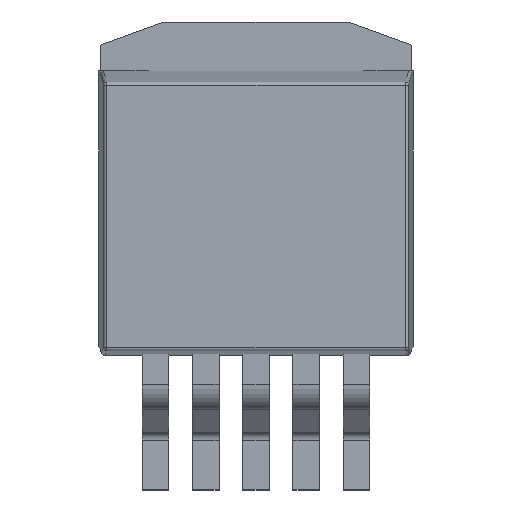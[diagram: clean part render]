
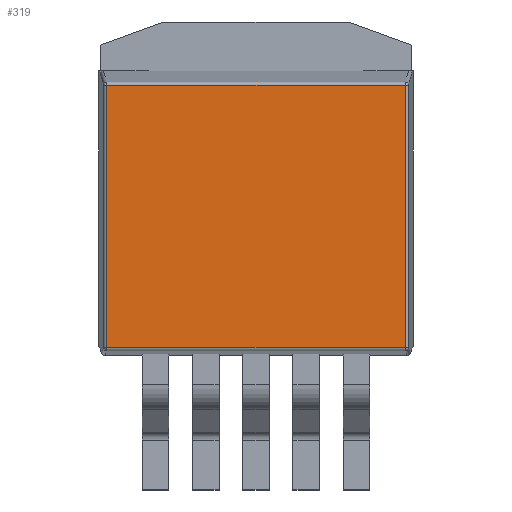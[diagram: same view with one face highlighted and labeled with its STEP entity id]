
A CAD part, top view. The second image highlights one B-rep face of the part: STEP entity #319.
In plain terms, the highlighted planar face has unit normal (0, 0, 1).
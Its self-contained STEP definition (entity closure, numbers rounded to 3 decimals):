
#319=ADVANCED_FACE('',(#1823),#1825,.T.);
#1823=FACE_BOUND('',#1824,.T.);
#1824=EDGE_LOOP('',(#3027,#3028,#3029,#3030));
#1825=PLANE('',#1826);
#1826=AXIS2_PLACEMENT_3D('',#1827,#1828,#1829);
#1827=CARTESIAN_POINT('',(0.,0.,4.8));
#1828=DIRECTION('',(0.,0.,1.));
#1829=DIRECTION('',(1.,0.,0.));
#3027=ORIENTED_EDGE('',*,*,#3726,.T.);
#3028=ORIENTED_EDGE('',*,*,#3727,.T.);
#3029=ORIENTED_EDGE('',*,*,#3728,.T.);
#3030=ORIENTED_EDGE('',*,*,#3729,.T.);
#3726=EDGE_CURVE('',#4176,#4177,#4178,.F.);
#3727=EDGE_CURVE('',#4177,#4179,#4180,.F.);
#3728=EDGE_CURVE('',#4179,#4181,#4182,.T.);
#3729=EDGE_CURVE('',#4181,#4176,#4183,.F.);
#4176=VERTEX_POINT('',#4982);
#4177=VERTEX_POINT('',#4983);
#4178=LINE('',#4984,#4985);
#4179=VERTEX_POINT('',#4987);
#4180=LINE('',#4988,#4989);
#4181=VERTEX_POINT('',#4991);
#4182=LINE('',#4992,#4993);
#4183=LINE('',#4995,#4996);
#4982=CARTESIAN_POINT('',(8.461,12.056,4.8));
#4983=CARTESIAN_POINT('',(-1.661,12.056,4.8));
#4984=CARTESIAN_POINT('',(-1.661,12.056,4.8));
#4985=VECTOR('',#4986,1.);
#4986=DIRECTION('',(1.,0.,0.));
#4987=CARTESIAN_POINT('',(-1.661,3.16,4.8));
#4988=CARTESIAN_POINT('',(-1.661,3.16,4.8));
#4989=VECTOR('',#4990,1.);
#4990=DIRECTION('',(0.,1.,0.));
#4991=CARTESIAN_POINT('',(8.461,3.16,4.8));
#4992=CARTESIAN_POINT('',(-1.661,3.16,4.8));
#4993=VECTOR('',#4994,1.);
#4994=DIRECTION('',(1.,0.,0.));
#4995=CARTESIAN_POINT('',(8.461,12.056,4.8));
#4996=VECTOR('',#4997,1.);
#4997=DIRECTION('',(0.,-1.,0.));
